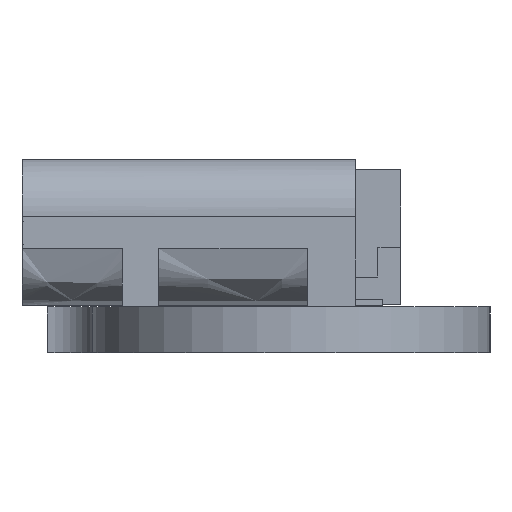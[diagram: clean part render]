
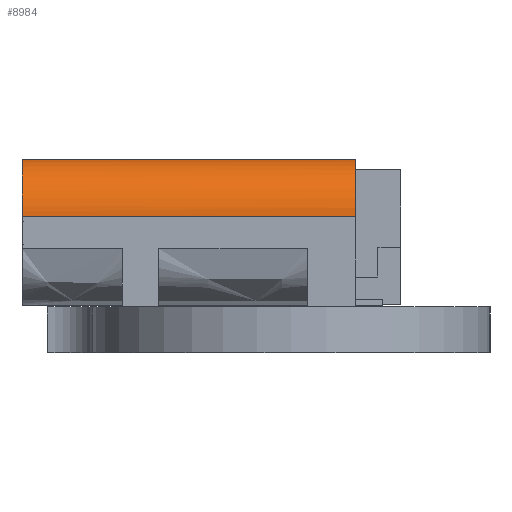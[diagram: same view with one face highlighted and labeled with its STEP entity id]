
A CAD part, left-side view. The second image highlights one B-rep face of the part: STEP entity #8984.
In plain terms, the highlighted free-form (B-spline) face has degree [2, 1] with [3, 2] control points.
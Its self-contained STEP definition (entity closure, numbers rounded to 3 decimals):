
#1621 = B_SPLINE_SURFACE_WITH_KNOTS('',1,1,(
    (#1622,#1623)
    ,(#1624,#1625
    )),.UNSPECIFIED.,.F.,.F.,.F.,(2,2),(2,2),(-4.47,4.47),(-2.405,1.605)
  ,.PIECEWISE_BEZIER_KNOTS.);
#1622 = CARTESIAN_POINT('',(8.94,-0.8,-7.3));
#1623 = CARTESIAN_POINT('',(8.94,3.21,-7.3));
#1624 = CARTESIAN_POINT('',(0.,-0.8,-7.3));
#1625 = CARTESIAN_POINT('',(0.,3.21,-7.3));
#3616 = VERTEX_POINT('',#3617);
#3617 = CARTESIAN_POINT('',(7.685,3.21,-7.3));
#3629 = B_SPLINE_SURFACE_WITH_KNOTS('',1,1,(
    (#3630,#3631)
    ,(#3632,#3633
  )),.UNSPECIFIED.,.F.,.F.,.F.,(2,2),(2,2),(1.255,7.685),(0.,7.3),
  .PIECEWISE_BEZIER_KNOTS.);
#3630 = CARTESIAN_POINT('',(1.255,3.21,0.));
#3631 = CARTESIAN_POINT('',(1.255,3.21,-7.3));
#3632 = CARTESIAN_POINT('',(7.685,3.21,0.));
#3633 = CARTESIAN_POINT('',(7.685,3.21,-7.3));
#3640 = EDGE_CURVE('',#3641,#3616,#3643,.T.);
#3641 = VERTEX_POINT('',#3642);
#3642 = CARTESIAN_POINT('',(8.94,1.955,-7.3));
#3643 = SURFACE_CURVE('',#3644,(#3648,#3655),.PCURVE_S1.);
#3644 = ( BOUNDED_CURVE() B_SPLINE_CURVE(2,(#3645,#3646,#3647),
.UNSPECIFIED.,.F.,.F.) B_SPLINE_CURVE_WITH_KNOTS((3,3),(5.498,
7.069),.PIECEWISE_BEZIER_KNOTS.) CURVE() 
GEOMETRIC_REPRESENTATION_ITEM() RATIONAL_B_SPLINE_CURVE((1.,
0.707,1.)) REPRESENTATION_ITEM('') );
#3645 = CARTESIAN_POINT('',(8.94,1.955,-7.3));
#3646 = CARTESIAN_POINT('',(8.94,3.21,-7.3));
#3647 = CARTESIAN_POINT('',(7.685,3.21,-7.3));
#3648 = PCURVE('',#1621,#3649);
#3649 = DEFINITIONAL_REPRESENTATION('',(#3650),#3654);
#3650 = ( BOUNDED_CURVE() B_SPLINE_CURVE(2,(#3651,#3652,#3653),
.UNSPECIFIED.,.F.,.F.) B_SPLINE_CURVE_WITH_KNOTS((3,3),(5.498,
7.069),.PIECEWISE_BEZIER_KNOTS.) CURVE() 
GEOMETRIC_REPRESENTATION_ITEM() RATIONAL_B_SPLINE_CURVE((1.,
0.707,1.)) REPRESENTATION_ITEM('') );
#3651 = CARTESIAN_POINT('',(-4.47,0.35));
#3652 = CARTESIAN_POINT('',(-4.47,1.605));
#3653 = CARTESIAN_POINT('',(-3.215,1.605));
#3654 = ( GEOMETRIC_REPRESENTATION_CONTEXT(2) 
PARAMETRIC_REPRESENTATION_CONTEXT() REPRESENTATION_CONTEXT('2D SPACE',''
  ) );
#3655 = PCURVE('',#3656,#3663);
#3656 = ( BOUNDED_SURFACE() B_SPLINE_SURFACE(2,1,(
    (#3657,#3658)
    ,(#3659,#3660)
    ,(#3661,#3662
)),.UNSPECIFIED.,.F.,.F.,.F.) B_SPLINE_SURFACE_WITH_KNOTS((3,3),(2,2),(
    5.498,7.069),(0.,7.3),.PIECEWISE_BEZIER_KNOTS.) 
GEOMETRIC_REPRESENTATION_ITEM() RATIONAL_B_SPLINE_SURFACE((
    (1.,1.)
    ,(0.707,0.707)
,(1.,1.))) REPRESENTATION_ITEM('') SURFACE() );
#3657 = CARTESIAN_POINT('',(7.685,3.21,0.));
#3658 = CARTESIAN_POINT('',(7.685,3.21,-7.3));
#3659 = CARTESIAN_POINT('',(8.94,3.21,0.));
#3660 = CARTESIAN_POINT('',(8.94,3.21,-7.3));
#3661 = CARTESIAN_POINT('',(8.94,1.955,0.));
#3662 = CARTESIAN_POINT('',(8.94,1.955,-7.3));
#3663 = DEFINITIONAL_REPRESENTATION('',(#3664),#3668);
#3664 = B_SPLINE_CURVE_WITH_KNOTS('',2,(#3665,#3666,#3667),
  .UNSPECIFIED.,.F.,.F.,(3,3),(5.498,7.069),
  .PIECEWISE_BEZIER_KNOTS.);
#3665 = CARTESIAN_POINT('',(7.069,7.3));
#3666 = CARTESIAN_POINT('',(6.283,7.3));
#3667 = CARTESIAN_POINT('',(5.498,7.3));
#3668 = ( GEOMETRIC_REPRESENTATION_CONTEXT(2) 
PARAMETRIC_REPRESENTATION_CONTEXT() REPRESENTATION_CONTEXT('2D SPACE',''
  ) );
#3684 = B_SPLINE_SURFACE_WITH_KNOTS('',1,1,(
    (#3685,#3686)
    ,(#3687,#3688
    )),.UNSPECIFIED.,.F.,.F.,.F.,(2,2),(2,2),(1.255,4.21),(0.,7.3),
  .PIECEWISE_BEZIER_KNOTS.);
#3685 = CARTESIAN_POINT('',(8.94,1.955,0.));
#3686 = CARTESIAN_POINT('',(8.94,1.955,-7.3));
#3687 = CARTESIAN_POINT('',(8.94,-1.,0.));
#3688 = CARTESIAN_POINT('',(8.94,-1.,-7.3));
#5406 = EDGE_CURVE('',#5407,#3641,#5409,.T.);
#5407 = VERTEX_POINT('',#5408);
#5408 = CARTESIAN_POINT('',(8.94,1.955,0.));
#5409 = SURFACE_CURVE('',#5410,(#5413,#5419),.PCURVE_S1.);
#5410 = B_SPLINE_CURVE_WITH_KNOTS('',1,(#5411,#5412),.UNSPECIFIED.,.F.,
  .F.,(2,2),(0.,7.3),.PIECEWISE_BEZIER_KNOTS.);
#5411 = CARTESIAN_POINT('',(8.94,1.955,0.));
#5412 = CARTESIAN_POINT('',(8.94,1.955,-7.3));
#5413 = PCURVE('',#3684,#5414);
#5414 = DEFINITIONAL_REPRESENTATION('',(#5415),#5418);
#5415 = B_SPLINE_CURVE_WITH_KNOTS('',1,(#5416,#5417),.UNSPECIFIED.,.F.,
  .F.,(2,2),(0.,7.3),.PIECEWISE_BEZIER_KNOTS.);
#5416 = CARTESIAN_POINT('',(1.255,0.));
#5417 = CARTESIAN_POINT('',(1.255,7.3));
#5418 = ( GEOMETRIC_REPRESENTATION_CONTEXT(2) 
PARAMETRIC_REPRESENTATION_CONTEXT() REPRESENTATION_CONTEXT('2D SPACE',''
  ) );
#5419 = PCURVE('',#3656,#5420);
#5420 = DEFINITIONAL_REPRESENTATION('',(#5421),#5425);
#5421 = B_SPLINE_CURVE_WITH_KNOTS('',2,(#5422,#5423,#5424),
  .UNSPECIFIED.,.F.,.F.,(3,3),(0.,7.3),.PIECEWISE_BEZIER_KNOTS.);
#5422 = CARTESIAN_POINT('',(7.069,0.));
#5423 = CARTESIAN_POINT('',(7.069,3.65));
#5424 = CARTESIAN_POINT('',(7.069,7.3));
#5425 = ( GEOMETRIC_REPRESENTATION_CONTEXT(2) 
PARAMETRIC_REPRESENTATION_CONTEXT() REPRESENTATION_CONTEXT('2D SPACE',''
  ) );
#5441 = B_SPLINE_SURFACE_WITH_KNOTS('',1,1,(
    (#5442,#5443)
    ,(#5444,#5445
    )),.UNSPECIFIED.,.F.,.F.,.F.,(2,2),(2,2),(-4.47,4.47),(-1.605,1.605)
  ,.PIECEWISE_BEZIER_KNOTS.);
#5442 = CARTESIAN_POINT('',(0.,0.,0.));
#5443 = CARTESIAN_POINT('',(0.,3.21,0.));
#5444 = CARTESIAN_POINT('',(8.94,0.,0.));
#5445 = CARTESIAN_POINT('',(8.94,3.21,0.));
#8891 = EDGE_CURVE('',#8892,#5407,#8894,.T.);
#8892 = VERTEX_POINT('',#8893);
#8893 = CARTESIAN_POINT('',(7.685,3.21,0.));
#8894 = SURFACE_CURVE('',#8895,(#8899,#8906),.PCURVE_S1.);
#8895 = ( BOUNDED_CURVE() B_SPLINE_CURVE(2,(#8896,#8897,#8898),
.UNSPECIFIED.,.F.,.F.) B_SPLINE_CURVE_WITH_KNOTS((3,3),(5.498,
7.069),.PIECEWISE_BEZIER_KNOTS.) CURVE() 
GEOMETRIC_REPRESENTATION_ITEM() RATIONAL_B_SPLINE_CURVE((1.,
0.707,1.)) REPRESENTATION_ITEM('') );
#8896 = CARTESIAN_POINT('',(7.685,3.21,0.));
#8897 = CARTESIAN_POINT('',(8.94,3.21,0.));
#8898 = CARTESIAN_POINT('',(8.94,1.955,0.));
#8899 = PCURVE('',#5441,#8900);
#8900 = DEFINITIONAL_REPRESENTATION('',(#8901),#8905);
#8901 = ( BOUNDED_CURVE() B_SPLINE_CURVE(2,(#8902,#8903,#8904),
.UNSPECIFIED.,.F.,.F.) B_SPLINE_CURVE_WITH_KNOTS((3,3),(5.498,
7.069),.PIECEWISE_BEZIER_KNOTS.) CURVE() 
GEOMETRIC_REPRESENTATION_ITEM() RATIONAL_B_SPLINE_CURVE((1.,
0.707,1.)) REPRESENTATION_ITEM('') );
#8902 = CARTESIAN_POINT('',(3.215,1.605));
#8903 = CARTESIAN_POINT('',(4.47,1.605));
#8904 = CARTESIAN_POINT('',(4.47,0.35));
#8905 = ( GEOMETRIC_REPRESENTATION_CONTEXT(2) 
PARAMETRIC_REPRESENTATION_CONTEXT() REPRESENTATION_CONTEXT('2D SPACE',''
  ) );
#8906 = PCURVE('',#3656,#8907);
#8907 = DEFINITIONAL_REPRESENTATION('',(#8908),#8912);
#8908 = B_SPLINE_CURVE_WITH_KNOTS('',2,(#8909,#8910,#8911),
  .UNSPECIFIED.,.F.,.F.,(3,3),(5.498,7.069),
  .PIECEWISE_BEZIER_KNOTS.);
#8909 = CARTESIAN_POINT('',(5.498,0.));
#8910 = CARTESIAN_POINT('',(6.283,0.));
#8911 = CARTESIAN_POINT('',(7.069,0.));
#8912 = ( GEOMETRIC_REPRESENTATION_CONTEXT(2) 
PARAMETRIC_REPRESENTATION_CONTEXT() REPRESENTATION_CONTEXT('2D SPACE',''
  ) );
#8984 = ADVANCED_FACE('',(#8985),#3656,.T.);
#8985 = FACE_BOUND('',#8986,.T.);
#8986 = EDGE_LOOP('',(#8987,#8988,#9007,#9008));
#8987 = ORIENTED_EDGE('',*,*,#3640,.T.);
#8988 = ORIENTED_EDGE('',*,*,#8989,.T.);
#8989 = EDGE_CURVE('',#3616,#8892,#8990,.T.);
#8990 = SURFACE_CURVE('',#8991,(#8994,#9001),.PCURVE_S1.);
#8991 = B_SPLINE_CURVE_WITH_KNOTS('',1,(#8992,#8993),.UNSPECIFIED.,.F.,
  .F.,(2,2),(-7.3,0.),.PIECEWISE_BEZIER_KNOTS.);
#8992 = CARTESIAN_POINT('',(7.685,3.21,-7.3));
#8993 = CARTESIAN_POINT('',(7.685,3.21,0.));
#8994 = PCURVE('',#3656,#8995);
#8995 = DEFINITIONAL_REPRESENTATION('',(#8996),#9000);
#8996 = B_SPLINE_CURVE_WITH_KNOTS('',2,(#8997,#8998,#8999),
  .UNSPECIFIED.,.F.,.F.,(3,3),(-7.3,0.),.PIECEWISE_BEZIER_KNOTS.);
#8997 = CARTESIAN_POINT('',(5.498,7.3));
#8998 = CARTESIAN_POINT('',(5.498,3.65));
#8999 = CARTESIAN_POINT('',(5.498,0.));
#9000 = ( GEOMETRIC_REPRESENTATION_CONTEXT(2) 
PARAMETRIC_REPRESENTATION_CONTEXT() REPRESENTATION_CONTEXT('2D SPACE',''
  ) );
#9001 = PCURVE('',#3629,#9002);
#9002 = DEFINITIONAL_REPRESENTATION('',(#9003),#9006);
#9003 = B_SPLINE_CURVE_WITH_KNOTS('',1,(#9004,#9005),.UNSPECIFIED.,.F.,
  .F.,(2,2),(-7.3,0.),.PIECEWISE_BEZIER_KNOTS.);
#9004 = CARTESIAN_POINT('',(7.685,7.3));
#9005 = CARTESIAN_POINT('',(7.685,0.));
#9006 = ( GEOMETRIC_REPRESENTATION_CONTEXT(2) 
PARAMETRIC_REPRESENTATION_CONTEXT() REPRESENTATION_CONTEXT('2D SPACE',''
  ) );
#9007 = ORIENTED_EDGE('',*,*,#8891,.T.);
#9008 = ORIENTED_EDGE('',*,*,#5406,.T.);
